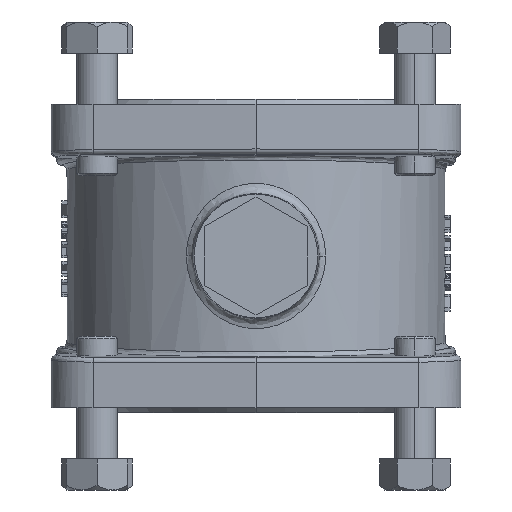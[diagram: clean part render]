
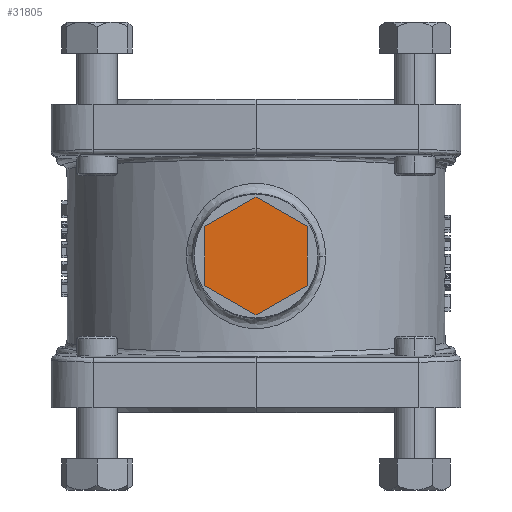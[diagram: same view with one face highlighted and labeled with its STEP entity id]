
A CAD part, front view. The second image highlights one B-rep face of the part: STEP entity #31805.
In plain terms, the highlighted planar face has unit normal (0, -1, 0).
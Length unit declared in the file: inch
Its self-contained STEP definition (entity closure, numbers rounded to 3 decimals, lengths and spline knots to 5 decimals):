
#12229=DIRECTION('',(0.866,0.,0.5));
#12230=VECTOR('',#12229,0.36084);
#12231=CARTESIAN_POINT('',(0.,-1.406,0.63916));
#12232=LINE('',#12231,#12230);
#12233=DIRECTION('',(0.866,0.,-0.5));
#12234=VECTOR('',#12233,0.36084);
#12235=CARTESIAN_POINT('',(-0.3125,-1.406,0.81958));
#12236=LINE('',#12235,#12234);
#12237=DIRECTION('',(0.,0.,-1.));
#12238=VECTOR('',#12237,0.36084);
#12239=CARTESIAN_POINT('',(-0.3125,-1.406,1.18042));
#12240=LINE('',#12239,#12238);
#12241=DIRECTION('',(-0.866,0.,-0.5));
#12242=VECTOR('',#12241,0.36084);
#12243=CARTESIAN_POINT('',(0.,-1.406,1.36084));
#12244=LINE('',#12243,#12242);
#12245=DIRECTION('',(-0.866,0.,0.5));
#12246=VECTOR('',#12245,0.36084);
#12247=CARTESIAN_POINT('',(0.3125,-1.406,1.18042));
#12248=LINE('',#12247,#12246);
#12249=DIRECTION('',(0.,0.,1.));
#12250=VECTOR('',#12249,0.36084);
#12251=CARTESIAN_POINT('',(0.3125,-1.406,0.81958));
#12252=LINE('',#12251,#12250);
#15427=CARTESIAN_POINT('',(0.,-1.406,0.63916));
#15428=CARTESIAN_POINT('',(0.3125,-1.406,0.81958));
#15429=VERTEX_POINT('',#15427);
#15430=VERTEX_POINT('',#15428);
#15431=CARTESIAN_POINT('',(0.3125,-1.406,1.18042));
#15432=VERTEX_POINT('',#15431);
#15433=CARTESIAN_POINT('',(0.,-1.406,1.36084));
#15434=VERTEX_POINT('',#15433);
#15435=CARTESIAN_POINT('',(-0.3125,-1.406,1.18042));
#15436=VERTEX_POINT('',#15435);
#15437=CARTESIAN_POINT('',(-0.3125,-1.406,0.81958));
#15438=VERTEX_POINT('',#15437);
#31792=CARTESIAN_POINT('',(0.,-1.406,1.));
#31793=DIRECTION('',(0.,1.,0.));
#31794=DIRECTION('',(0.,0.,1.));
#31795=AXIS2_PLACEMENT_3D('',#31792,#31793,#31794);
#31796=PLANE('',#31795);
#31797=ORIENTED_EDGE('',*,*,#31716,.F.);
#31798=ORIENTED_EDGE('',*,*,#31731,.F.);
#31799=ORIENTED_EDGE('',*,*,#31745,.F.);
#31800=ORIENTED_EDGE('',*,*,#31759,.F.);
#31801=ORIENTED_EDGE('',*,*,#31773,.F.);
#31802=ORIENTED_EDGE('',*,*,#31786,.F.);
#31803=EDGE_LOOP('',(#31797,#31798,#31799,#31800,#31801,#31802));
#31804=FACE_OUTER_BOUND('',#31803,.F.);
#31716=EDGE_CURVE('',#15429,#15430,#12232,.T.);
#31731=EDGE_CURVE('',#15438,#15429,#12236,.T.);
#31745=EDGE_CURVE('',#15436,#15438,#12240,.T.);
#31759=EDGE_CURVE('',#15434,#15436,#12244,.T.);
#31773=EDGE_CURVE('',#15432,#15434,#12248,.T.);
#31786=EDGE_CURVE('',#15430,#15432,#12252,.T.);
#31805=ADVANCED_FACE('',(#31804),#31796,.F.);
